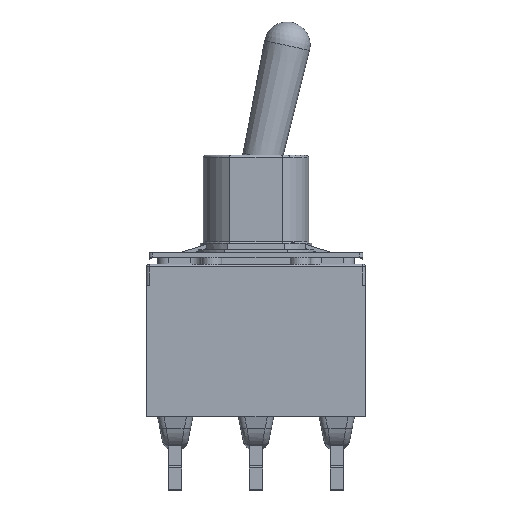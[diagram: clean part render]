
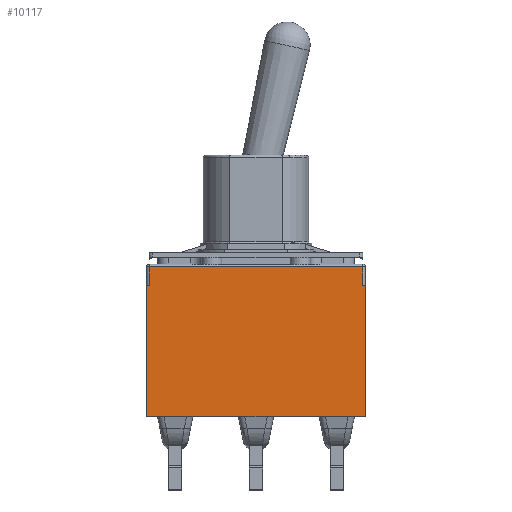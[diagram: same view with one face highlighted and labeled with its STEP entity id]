
A CAD part, top view. The second image highlights one B-rep face of the part: STEP entity #10117.
In plain terms, the highlighted planar face has unit normal (0, 0, 1).
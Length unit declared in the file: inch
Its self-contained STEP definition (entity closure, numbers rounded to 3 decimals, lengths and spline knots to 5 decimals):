
#34=DIRECTION('',(1.,0.,0.));
#35=VECTOR('',#34,0.006);
#36=CARTESIAN_POINT('',(-0.25,0.,0.13));
#37=LINE('',#36,#35);
#38=DIRECTION('',(1.,0.,0.));
#39=VECTOR('',#38,0.006);
#40=CARTESIAN_POINT('',(0.244,0.,0.13));
#41=LINE('',#40,#39);
#42=DIRECTION('',(0.,-1.,0.));
#43=VECTOR('',#42,0.3);
#44=CARTESIAN_POINT('',(0.25,0.,0.13));
#45=LINE('',#44,#43);
#46=DIRECTION('',(-1.,0.,0.));
#47=VECTOR('',#46,0.5);
#48=CARTESIAN_POINT('',(0.25,-0.3,0.13));
#49=LINE('',#48,#47);
#50=DIRECTION('',(0.,1.,0.));
#51=VECTOR('',#50,0.3);
#52=CARTESIAN_POINT('',(-0.25,-0.3,0.13));
#53=LINE('',#52,#51);
#72=DIRECTION('',(0.,1.,0.));
#73=VECTOR('',#72,0.043);
#74=CARTESIAN_POINT('',(-0.244,0.,0.13));
#75=LINE('',#74,#73);
#685=DIRECTION('',(0.,1.,0.));
#686=VECTOR('',#685,0.043);
#687=CARTESIAN_POINT('',(0.244,0.,0.13));
#688=LINE('',#687,#686);
#995=DIRECTION('',(1.,0.,0.));
#996=VECTOR('',#995,0.488);
#997=CARTESIAN_POINT('',(-0.244,0.043,0.13));
#998=LINE('',#997,#996);
#7999=CARTESIAN_POINT('',(0.25,0.,0.13));
#8000=CARTESIAN_POINT('',(0.25,-0.3,0.13));
#8001=VERTEX_POINT('',#7999);
#8002=VERTEX_POINT('',#8000);
#8003=CARTESIAN_POINT('',(-0.25,-0.3,0.13));
#8004=VERTEX_POINT('',#8003);
#8005=CARTESIAN_POINT('',(-0.25,0.,0.13));
#8006=VERTEX_POINT('',#8005);
#9351=CARTESIAN_POINT('',(-0.244,0.043,0.13));
#9352=CARTESIAN_POINT('',(0.244,0.043,0.13));
#9353=VERTEX_POINT('',#9351);
#9354=VERTEX_POINT('',#9352);
#9433=CARTESIAN_POINT('',(0.244,0.,0.13));
#9435=VERTEX_POINT('',#9433);
#9446=CARTESIAN_POINT('',(-0.244,0.,0.13));
#9448=VERTEX_POINT('',#9446);
#10094=CARTESIAN_POINT('',(0.,0.,0.13));
#10095=DIRECTION('',(0.,0.,-1.));
#10096=DIRECTION('',(-1.,0.,0.));
#10097=AXIS2_PLACEMENT_3D('',#10094,#10095,#10096);
#10098=PLANE('',#10097);
#10100=ORIENTED_EDGE('',*,*,#10099,.T.);
#10102=ORIENTED_EDGE('',*,*,#10101,.T.);
#10104=ORIENTED_EDGE('',*,*,#10103,.T.);
#10106=ORIENTED_EDGE('',*,*,#10105,.F.);
#10108=ORIENTED_EDGE('',*,*,#10107,.T.);
#10110=ORIENTED_EDGE('',*,*,#10109,.T.);
#10112=ORIENTED_EDGE('',*,*,#10111,.T.);
#10114=ORIENTED_EDGE('',*,*,#10113,.T.);
#10115=EDGE_LOOP('',(#10100,#10102,#10104,#10106,#10108,#10110,#10112,#10114));
#10116=FACE_OUTER_BOUND('',#10115,.F.);
#10117=ADVANCED_FACE('',(#10116),#10098,.F.);
#10099=EDGE_CURVE('',#8006,#9448,#37,.T.);
#10101=EDGE_CURVE('',#9448,#9353,#75,.T.);
#10103=EDGE_CURVE('',#9353,#9354,#998,.T.);
#10105=EDGE_CURVE('',#9435,#9354,#688,.T.);
#10107=EDGE_CURVE('',#9435,#8001,#41,.T.);
#10109=EDGE_CURVE('',#8001,#8002,#45,.T.);
#10111=EDGE_CURVE('',#8002,#8004,#49,.T.);
#10113=EDGE_CURVE('',#8004,#8006,#53,.T.);
